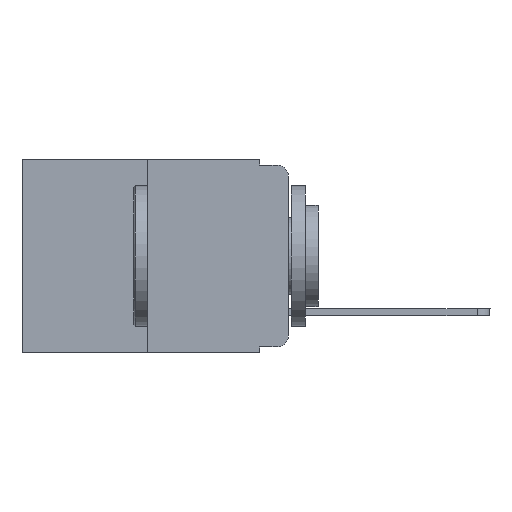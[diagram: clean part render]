
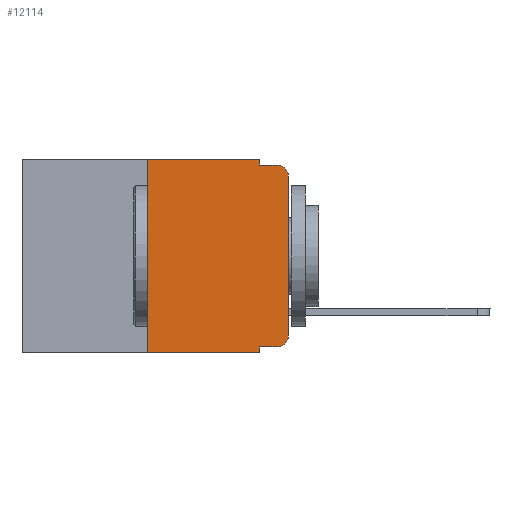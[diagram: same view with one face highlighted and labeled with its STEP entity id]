
A CAD part, left-side view. The second image highlights one B-rep face of the part: STEP entity #12114.
In plain terms, the highlighted planar face has unit normal (-1, 0, 0).
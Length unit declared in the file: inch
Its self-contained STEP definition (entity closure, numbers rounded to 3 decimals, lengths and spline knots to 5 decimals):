
#55 = CARTESIAN_POINT ( 'NONE',  ( 0., 0.051, -0.343 ) ) ;
#415 = CARTESIAN_POINT ( 'NONE',  ( 0., 0.02, -0.313 ) ) ;
#708 = ORIENTED_EDGE ( 'NONE', *, *, #15230, .T. ) ;
#982 = CIRCLE ( 'NONE', #6358, 0.02 ) ;
#1264 = VERTEX_POINT ( 'NONE', #9727 ) ;
#2300 = CARTESIAN_POINT ( 'NONE',  ( 0., 0.25, 0. ) ) ;
#2305 = DIRECTION ( 'NONE',  ( 0., 0., -1. ) ) ;
#2315 = VERTEX_POINT ( 'NONE', #17929 ) ;
#2750 = DIRECTION ( 'NONE',  ( 0., -1., 0. ) ) ;
#3299 = LINE ( 'NONE', #5482, #19192 ) ;
#4181 = EDGE_CURVE ( 'NONE', #7238, #12692, #17243, .T. ) ;
#4444 = ORIENTED_EDGE ( 'NONE', *, *, #10581, .F. ) ;
#4459 = VERTEX_POINT ( 'NONE', #8667 ) ;
#4752 = VECTOR ( 'NONE', #2750, 39.37008 ) ;
#4896 = EDGE_CURVE ( 'NONE', #4459, #2315, #24632, .T. ) ;
#5482 = CARTESIAN_POINT ( 'NONE',  ( 0., 0.051, 0. ) ) ;
#5762 = EDGE_LOOP ( 'NONE', ( #19911, #21117, #13485, #4444, #14499, #11206, #15091, #13133, #20403, #708 ) ) ;
#5966 = DIRECTION ( 'NONE',  ( 0., 0., 1. ) ) ;
#5986 = DIRECTION ( 'NONE',  ( 0., 0., -1. ) ) ;
#6278 = DIRECTION ( 'NONE',  ( 1., 0., 0. ) ) ;
#6358 = AXIS2_PLACEMENT_3D ( 'NONE', #17502, #19675, #5986 ) ;
#6789 = LINE ( 'NONE', #8833, #23045 ) ;
#7036 = DIRECTION ( 'NONE',  ( 0., 0., -1. ) ) ;
#7238 = VERTEX_POINT ( 'NONE', #12999 ) ;
#7659 = DIRECTION ( 'NONE',  ( 0., -1., 0. ) ) ;
#7893 = CIRCLE ( 'NONE', #13225, 0.02 ) ;
#8260 = EDGE_CURVE ( 'NONE', #9607, #21513, #19651, .T. ) ;
#8363 = DIRECTION ( 'NONE',  ( 0., 0., -1. ) ) ;
#8667 = CARTESIAN_POINT ( 'NONE',  ( 0., 0.051, -0.333 ) ) ;
#8833 = CARTESIAN_POINT ( 'NONE',  ( 0., 0.051, 0. ) ) ;
#9607 = VERTEX_POINT ( 'NONE', #23648 ) ;
#9696 = EDGE_CURVE ( 'NONE', #21513, #23092, #17868, .T. ) ;
#9727 = CARTESIAN_POINT ( 'NONE',  ( 0., 0.051, -0.01 ) ) ;
#9763 = VECTOR ( 'NONE', #5966, 39.37008 ) ;
#9835 = CARTESIAN_POINT ( 'NONE',  ( 0., 0., 0. ) ) ;
#10060 = VERTEX_POINT ( 'NONE', #16306 ) ;
#10516 = VECTOR ( 'NONE', #17627, 39.37008 ) ;
#10581 = EDGE_CURVE ( 'NONE', #23092, #1264, #3299, .T. ) ;
#11206 = ORIENTED_EDGE ( 'NONE', *, *, #8260, .F. ) ;
#12114 = ADVANCED_FACE ( 'NONE', ( #19835 ), #20215, .F. ) ;
#12243 = CARTESIAN_POINT ( 'NONE',  ( 0., 0.25, 0. ) ) ;
#12692 = VERTEX_POINT ( 'NONE', #14785 ) ;
#12742 = DIRECTION ( 'NONE',  ( 0., -1., 0. ) ) ;
#12999 = CARTESIAN_POINT ( 'NONE',  ( 0., 0., -0.313 ) ) ;
#13133 = ORIENTED_EDGE ( 'NONE', *, *, #15827, .F. ) ;
#13225 = AXIS2_PLACEMENT_3D ( 'NONE', #415, #15899, #8363 ) ;
#13485 = ORIENTED_EDGE ( 'NONE', *, *, #23756, .F. ) ;
#13542 = AXIS2_PLACEMENT_3D ( 'NONE', #16133, #6278, #2305 ) ;
#14499 = ORIENTED_EDGE ( 'NONE', *, *, #9696, .F. ) ;
#14785 = CARTESIAN_POINT ( 'NONE',  ( 0., 0., -0.03 ) ) ;
#14968 = CARTESIAN_POINT ( 'NONE',  ( 0., 0.051, 0. ) ) ;
#15091 = ORIENTED_EDGE ( 'NONE', *, *, #23205, .T. ) ;
#15230 = EDGE_CURVE ( 'NONE', #2315, #7238, #7893, .T. ) ;
#15827 = EDGE_CURVE ( 'NONE', #4459, #20532, #6789, .T. ) ;
#15899 = DIRECTION ( 'NONE',  ( -1., 0., 0. ) ) ;
#16133 = CARTESIAN_POINT ( 'NONE',  ( 0., 0.473, 0. ) ) ;
#16306 = CARTESIAN_POINT ( 'NONE',  ( 0., 0.02, -0.01 ) ) ;
#16709 = VECTOR ( 'NONE', #19917, 39.37008 ) ;
#17243 = LINE ( 'NONE', #9835, #10516 ) ;
#17478 = LINE ( 'NONE', #23376, #4752 ) ;
#17502 = CARTESIAN_POINT ( 'NONE',  ( 0., 0.02, -0.03 ) ) ;
#17627 = DIRECTION ( 'NONE',  ( 0., 0., 1. ) ) ;
#17868 = LINE ( 'NONE', #24154, #16709 ) ;
#17881 = LINE ( 'NONE', #23284, #19825 ) ;
#17929 = CARTESIAN_POINT ( 'NONE',  ( 0., 0.02, -0.333 ) ) ;
#19192 = VECTOR ( 'NONE', #23152, 39.37008 ) ;
#19651 = LINE ( 'NONE', #12243, #9763 ) ;
#19675 = DIRECTION ( 'NONE',  ( -1., 0., 0. ) ) ;
#19825 = VECTOR ( 'NONE', #7659, 39.37008 ) ;
#19835 = FACE_OUTER_BOUND ( 'NONE', #5762, .T. ) ;
#19911 = ORIENTED_EDGE ( 'NONE', *, *, #4181, .T. ) ;
#19917 = DIRECTION ( 'NONE',  ( 0., -1., 0. ) ) ;
#20215 = PLANE ( 'NONE',  #13542 ) ;
#20403 = ORIENTED_EDGE ( 'NONE', *, *, #4896, .T. ) ;
#20532 = VERTEX_POINT ( 'NONE', #55 ) ;
#20787 = CARTESIAN_POINT ( 'NONE',  ( 0., 0.051, -0.333 ) ) ;
#21117 = ORIENTED_EDGE ( 'NONE', *, *, #21885, .T. ) ;
#21513 = VERTEX_POINT ( 'NONE', #2300 ) ;
#21885 = EDGE_CURVE ( 'NONE', #12692, #10060, #982, .T. ) ;
#23045 = VECTOR ( 'NONE', #7036, 39.37008 ) ;
#23092 = VERTEX_POINT ( 'NONE', #14968 ) ;
#23152 = DIRECTION ( 'NONE',  ( 0., 0., -1. ) ) ;
#23205 = EDGE_CURVE ( 'NONE', #9607, #20532, #17881, .T. ) ;
#23284 = CARTESIAN_POINT ( 'NONE',  ( 0., 0.473, -0.343 ) ) ;
#23376 = CARTESIAN_POINT ( 'NONE',  ( 0., 0.051, -0.01 ) ) ;
#23572 = VECTOR ( 'NONE', #12742, 39.37008 ) ;
#23648 = CARTESIAN_POINT ( 'NONE',  ( 0., 0.25, -0.343 ) ) ;
#23756 = EDGE_CURVE ( 'NONE', #1264, #10060, #17478, .T. ) ;
#24154 = CARTESIAN_POINT ( 'NONE',  ( 0., 0.473, 0. ) ) ;
#24632 = LINE ( 'NONE', #20787, #23572 ) ;
